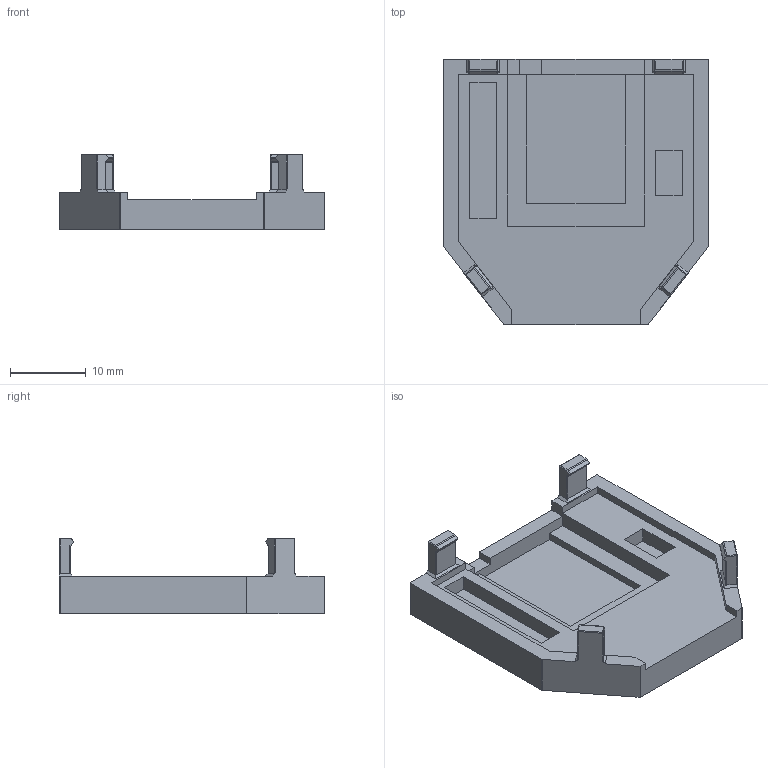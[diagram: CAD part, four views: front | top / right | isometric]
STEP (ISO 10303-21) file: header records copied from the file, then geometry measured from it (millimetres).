
FILE_DESCRIPTION(/* description */ (''),/* implementation_level */ '2;1');
FILE_NAME(/* name */ 'Plant_Friends_Case_bottom.step',/* time_stamp */ '2020-05-20T13:17:27+02:00',/* author */ (''),/* organization */ (''),/* preprocessor_version */ 'ST-DEVELOPER v18',/* originating_system */ 'Autodesk Translation Framework v8.12.0.6',/* authorisation */ '');
FILE_SCHEMA (('AUTOMOTIVE_DESIGN { 1 0 10303 214 3 1 1 }'));
Length unit declared in the file: millimetre
Products named in the file (1): Plant Friends Case
Bounding box: 35 x 35 x 10 mm (x, y, z)
Volume: 3721.8 mm3; surface area: 3501.7 mm2
Topology: 1 solids, 1 shells, 172 faces, 408 edges, 240 vertices
Faces by surface type: plane 166, cylinder 6
Entity records: 4769 total; most frequent: CARTESIAN_POINT 821, ORIENTED_EDGE 816, DIRECTION 766, EDGE_CURVE 408, LINE 396, VECTOR 396, VERTEX_POINT 240, AXIS2_PLACEMENT_3D 185
